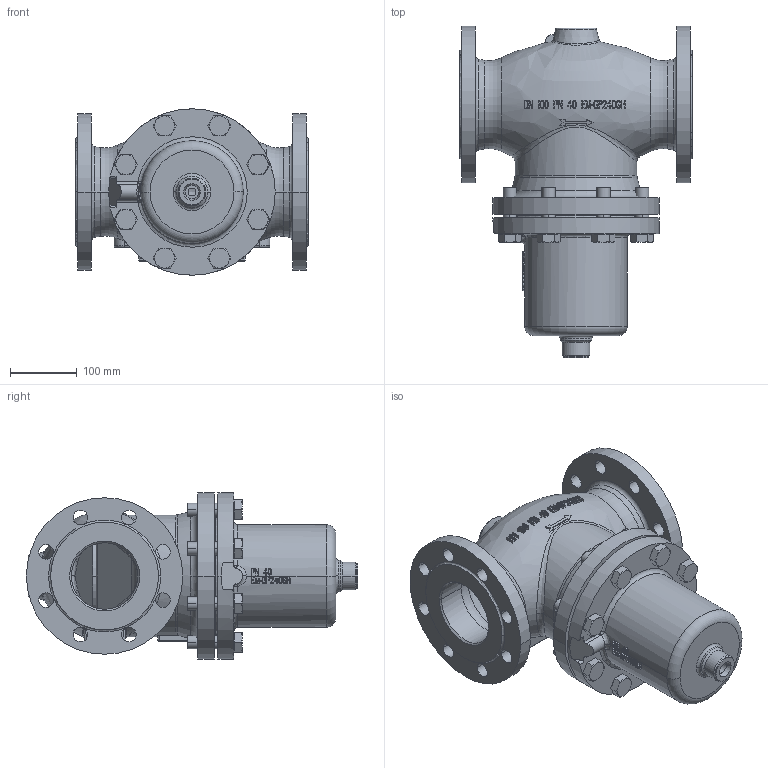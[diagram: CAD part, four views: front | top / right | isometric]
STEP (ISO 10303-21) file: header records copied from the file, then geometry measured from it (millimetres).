
FILE_DESCRIPTION((''),'2;1');
FILE_NAME('065B2419_ASM','2015-03-13T',('u317927'),('Danfoss'),'PRO/ENGINEER BY PARAMETRIC TECHNOLOGY CORPORATION, 2014000','PRO/ENGINEER BY PARAMETRIC TECHNOLOGY CORPORATION, 2014000','');
FILE_SCHEMA(('CONFIG_CONTROL_DESIGN'));
Length unit declared in the file: millimetre
Products named in the file (4): 8861409; 8861415; 5184025; 065B2419_ASM
Assembly tree (10 placements, depth 2):
  065B2419_ASM
    8861409
    8861415
    5184025  x8
Bounding box: 350 x 497.6 x 250 mm (x, y, z)
Volume: 7357374.5 mm3; surface area: 1044281.9 mm2
Topology: 10 solids, 30 shells, 1457 faces, 3916 edges, 2551 vertices
Faces by surface type: plane 964, cylinder 247, bspline 97, cone 85, torus 58, sphere 6
Entity records: 45444 total; most frequent: CARTESIAN_POINT 15135, ORIENTED_EDGE 6968, DIRECTION 5360, EDGE_CURVE 3510, VERTEX_POINT 2299, AXIS2_PLACEMENT_3D 2075, B_SPLINE_CURVE_WITH_KNOTS 1416, EDGE_LOOP 1393
